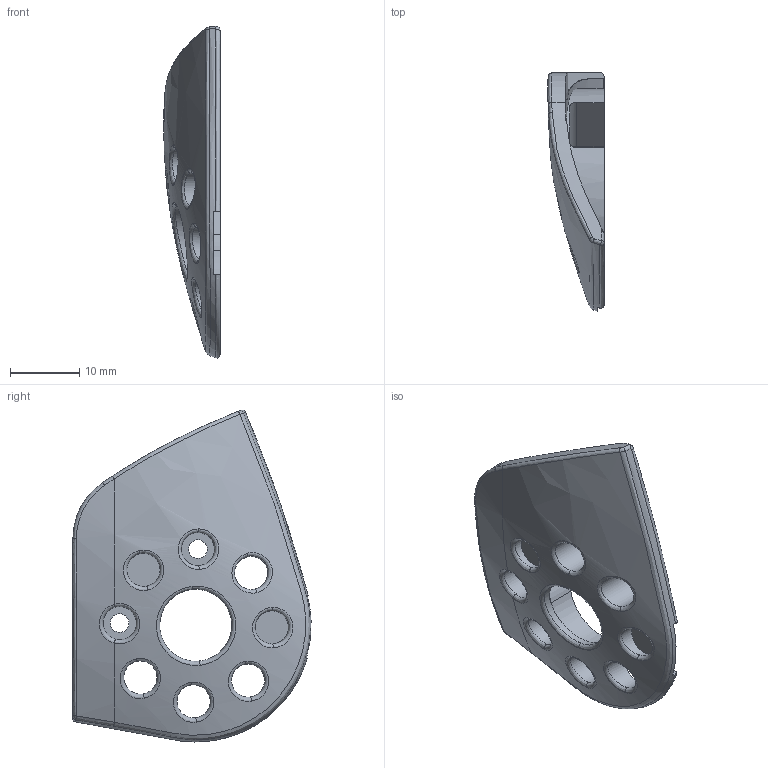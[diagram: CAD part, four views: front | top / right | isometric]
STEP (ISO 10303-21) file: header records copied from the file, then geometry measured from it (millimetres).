
FILE_DESCRIPTION(/* description */ (''),/* implementation_level */ '2;1');
FILE_NAME(/* name */ 'Ankle Cover Left V2.0.step',/* time_stamp */ '2017-06-25T09:45:36+10:00',/* author */ (''),/* organization */ (''),/* preprocessor_version */ 'ST-DEVELOPER v16.13',/* originating_system */ 'Autodesk Translation Framework v6.1.1.50',/* authorisation */ '');
FILE_SCHEMA (('AUTOMOTIVE_DESIGN { 1 0 10303 214 3 1 1 }'));
Length unit declared in the file: millimetre
Products named in the file (2): Ankle Cover Left v3; Component1
Assembly tree (1 placements, depth 2):
  Ankle Cover Left v3
    Component1
Bounding box: 8.17 x 34.42 x 47.98 mm (x, y, z)
Volume: 3417.1 mm3; surface area: 3414 mm2
Topology: 1 solids, 1 shells, 101 faces, 277 edges, 182 vertices
Faces by surface type: bspline 50, cylinder 25, plane 25, torus 1
Full cylindrical faces by diameter (mm): 2.7 x2, 4.8 x8, 10.4 x1
Entity records: 13835 total; most frequent: CARTESIAN_POINT 11581, ORIENTED_EDGE 530, DIRECTION 354, EDGE_CURVE 265, VERTEX_POINT 181, AXIS2_PLACEMENT_3D 156, EDGE_LOOP 130, B_SPLINE_CURVE_WITH_KNOTS 121
